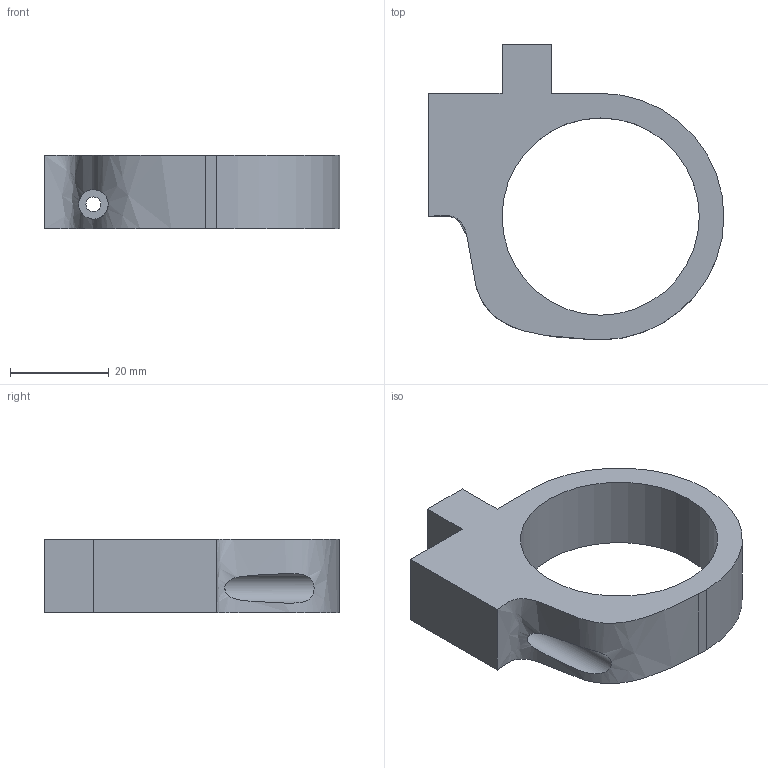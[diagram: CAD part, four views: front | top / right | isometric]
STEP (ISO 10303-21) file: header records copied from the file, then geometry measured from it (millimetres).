
FILE_DESCRIPTION((' '),'2;1');
FILE_NAME('VInterf_a.stp','2014-03-09T15:35:53',(' '),(' '),' ','ACIS',' ');
FILE_SCHEMA(('CONFIG_CONTROL_DESIGN'));
Length unit declared in the file: millimetre
Products named in the file (1): VInterf_a.stp
Bounding box: 60 x 60 x 15 mm (x, y, z)
Volume: 18449.6 mm3; surface area: 8185.8 mm2
Topology: 1 solids, 1 shells, 15 faces, 37 edges, 25 vertices
Faces by surface type: plane 9, cylinder 4, bspline 2
Full cylindrical faces by diameter (mm): 3 x1, 6 x1, 40 x1
Entity records: 672 total; most frequent: CARTESIAN_POINT 224, ORIENTED_EDGE 66, DIRECTION 63, EDGE_CURVE 33, VERTEX_POINT 24, EDGE_LOOP 23, AXIS2_PLACEMENT_3D 21, VECTOR 21
